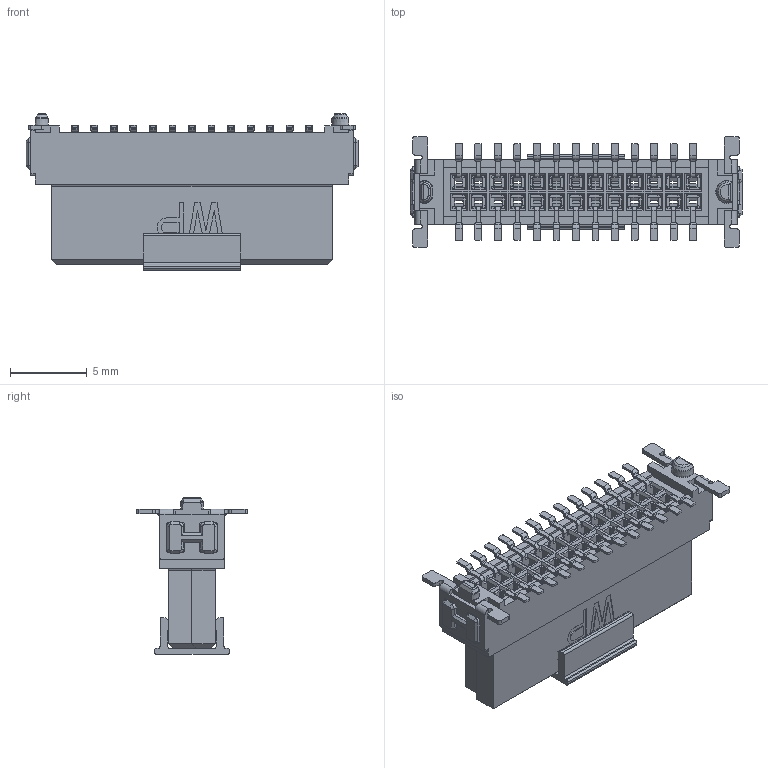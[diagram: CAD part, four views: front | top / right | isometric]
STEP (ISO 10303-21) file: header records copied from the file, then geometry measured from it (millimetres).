
FILE_DESCRIPTION(/* description */ (''),/* implementation_level */ '2;1');
FILE_NAME(/* name */ '9013-26-2-xx-PPxx.stp',/* time_stamp */ '2025-12-03T06:59:37+01:00',/* author */ ('andreas.larin'),/* organization */ (''),/* preprocessor_version */ 'ST-DEVELOPER v20',/* originating_system */ 'Autodesk Inventor 2025',/* authorisation */ '');
FILE_SCHEMA (('AUTOMOTIVE_DESIGN { 1 0 10303 214 3 1 1 }'));
Products named in the file (3): 9013-26-2-xx-PPxx; 9013-26-2-xx-xxxx; 9013-CAP
Assembly tree (2 placements, depth 2):
  9013-26-2-xx-PPxx
    9013-26-2-xx-xxxx
    9013-CAP
Bounding box: 21.59 x 7.2 x 10.2 mm (x, y, z)
Volume: 481.4 mm3; surface area: 2247.4 mm2
Topology: 2 solids, 2 shells, 4759 faces, 12209 edges, 7434 vertices
Faces by surface type: plane 3012, cylinder 1559, bspline 160, cone 22, torus 6
Entity records: 151652 total; most frequent: CARTESIAN_POINT 29997, DIRECTION 24655, ORIENTED_EDGE 24418, EDGE_CURVE 12209, LINE 8423, VECTOR 8423, AXIS2_PLACEMENT_3D 8116, VERTEX_POINT 7434
